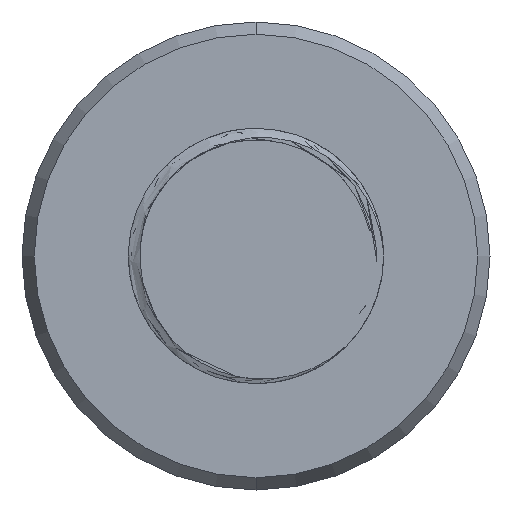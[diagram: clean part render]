
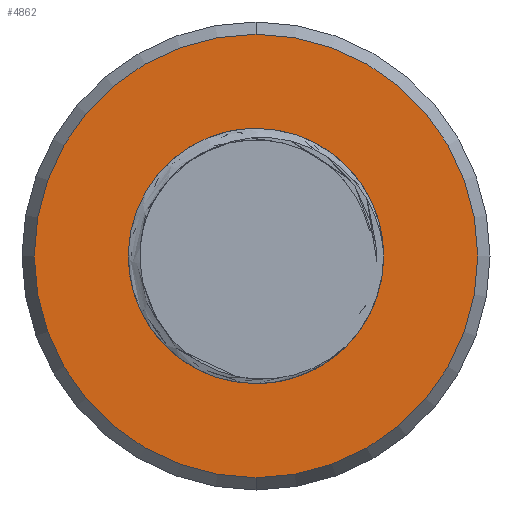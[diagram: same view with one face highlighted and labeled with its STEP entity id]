
A CAD part, front view. The second image highlights one B-rep face of the part: STEP entity #4862.
In plain terms, the highlighted planar face has unit normal (0, -1, 0).
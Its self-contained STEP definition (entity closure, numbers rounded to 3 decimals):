
#69 = EDGE_CURVE ( 'NONE', #12636, #1357, #11186, .T. ) ;
#104 = DIRECTION ( 'NONE',  ( 0., 0., 1. ) ) ;
#580 = AXIS2_PLACEMENT_3D ( 'NONE', #2271, #2223, #15253 ) ;
#1357 = VERTEX_POINT ( 'NONE', #6834 ) ;
#1705 = AXIS2_PLACEMENT_3D ( 'NONE', #11995, #10706, #104 ) ;
#2180 = AXIS2_PLACEMENT_3D ( 'NONE', #2723, #9637, #3857 ) ;
#2223 = DIRECTION ( 'NONE',  ( 0., -1., 0. ) ) ;
#2271 = CARTESIAN_POINT ( 'NONE',  ( 0., 0., 0. ) ) ;
#2615 = ORIENTED_EDGE ( 'NONE', *, *, #11459, .T. ) ;
#2651 = EDGE_LOOP ( 'NONE', ( #2664, #2615 ) ) ;
#2664 = ORIENTED_EDGE ( 'NONE', *, *, #69, .T. ) ;
#2723 = CARTESIAN_POINT ( 'NONE',  ( 0., 0., 0. ) ) ;
#3536 = DIRECTION ( 'NONE',  ( 0., -1., 0. ) ) ;
#3857 = DIRECTION ( 'NONE',  ( 0., 0., -1. ) ) ;
#4055 = CARTESIAN_POINT ( 'NONE',  ( 0., 0., 2.606 ) ) ;
#4558 = FACE_OUTER_BOUND ( 'NONE', #2651, .T. ) ;
#4743 = CIRCLE ( 'NONE', #5434, 1.5 ) ;
#4862 = ADVANCED_FACE ( 'NONE', ( #14613, #4558 ), #9606, .F. ) ;
#4898 = EDGE_LOOP ( 'NONE', ( #11041, #6755 ) ) ;
#5215 = DIRECTION ( 'NONE',  ( 0., -1., 0. ) ) ;
#5434 = AXIS2_PLACEMENT_3D ( 'NONE', #10668, #3536, #5880 ) ;
#5880 = DIRECTION ( 'NONE',  ( 0., 0., -1. ) ) ;
#6151 = CIRCLE ( 'NONE', #2180, 2.606 ) ;
#6349 = VERTEX_POINT ( 'NONE', #8665 ) ;
#6519 = AXIS2_PLACEMENT_3D ( 'NONE', #11332, #5215, #13673 ) ;
#6755 = ORIENTED_EDGE ( 'NONE', *, *, #7657, .F. ) ;
#6834 = CARTESIAN_POINT ( 'NONE',  ( 0., 0., -2.606 ) ) ;
#7657 = EDGE_CURVE ( 'NONE', #9775, #6349, #4743, .T. ) ;
#8665 = CARTESIAN_POINT ( 'NONE',  ( 0., 0., -1.5 ) ) ;
#8973 = CIRCLE ( 'NONE', #6519, 1.5 ) ;
#9518 = CARTESIAN_POINT ( 'NONE',  ( 0., 0., 1.5 ) ) ;
#9606 = PLANE ( 'NONE',  #1705 ) ;
#9637 = DIRECTION ( 'NONE',  ( 0., -1., 0. ) ) ;
#9775 = VERTEX_POINT ( 'NONE', #9518 ) ;
#10099 = EDGE_CURVE ( 'NONE', #6349, #9775, #8973, .T. ) ;
#10668 = CARTESIAN_POINT ( 'NONE',  ( 0., 0., 0. ) ) ;
#10706 = DIRECTION ( 'NONE',  ( 0., 1., 0. ) ) ;
#11041 = ORIENTED_EDGE ( 'NONE', *, *, #10099, .F. ) ;
#11186 = CIRCLE ( 'NONE', #580, 2.606 ) ;
#11332 = CARTESIAN_POINT ( 'NONE',  ( 0., 0., 0. ) ) ;
#11459 = EDGE_CURVE ( 'NONE', #1357, #12636, #6151, .T. ) ;
#11995 = CARTESIAN_POINT ( 'NONE',  ( 0., 0., 2.606 ) ) ;
#12636 = VERTEX_POINT ( 'NONE', #4055 ) ;
#13673 = DIRECTION ( 'NONE',  ( 0., 0., -1. ) ) ;
#14613 = FACE_BOUND ( 'NONE', #4898, .T. ) ;
#15253 = DIRECTION ( 'NONE',  ( 0., 0., -1. ) ) ;
